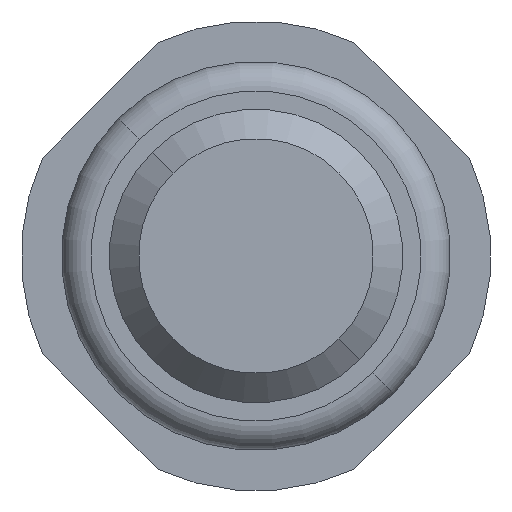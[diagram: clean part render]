
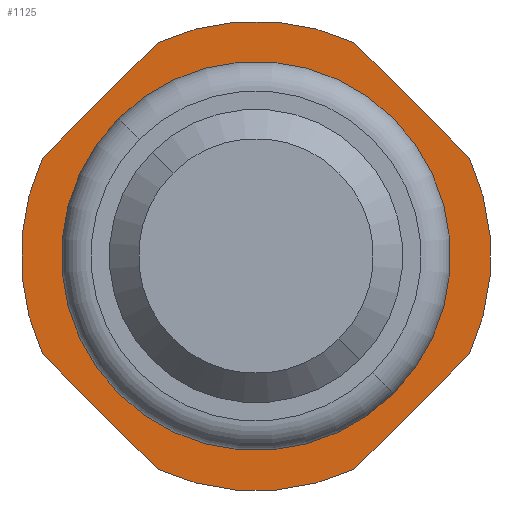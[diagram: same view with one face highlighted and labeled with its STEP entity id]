
A CAD part, front view. The second image highlights one B-rep face of the part: STEP entity #1125.
In plain terms, the highlighted planar face has unit normal (0, -1, 0).
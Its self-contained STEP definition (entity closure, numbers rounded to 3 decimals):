
#52 = ORIENTED_EDGE ( 'NONE', *, *, #2008, .T. ) ;
#156 = ORIENTED_EDGE ( 'NONE', *, *, #3381, .F. ) ;
#175 = CARTESIAN_POINT ( 'NONE',  ( 0.667, -2., 1.454 ) ) ;
#202 = CARTESIAN_POINT ( 'NONE',  ( 1.454, -2., -0.667 ) ) ;
#239 = DIRECTION ( 'NONE',  ( 0., 1., 0. ) ) ;
#241 = LINE ( 'NONE', #2343, #527 ) ;
#288 = ORIENTED_EDGE ( 'NONE', *, *, #3269, .F. ) ;
#355 = VERTEX_POINT ( 'NONE', #2570 ) ;
#443 = EDGE_CURVE ( 'Defeature ausgef�hrt3_47+Defeature ausgef�hrt3_49+Defeature ausgef�hrt3_49+Defeature ausgef�hrt3_49', #1441, #3544, #2195, .T. ) ;
#503 = VERTEX_POINT ( 'NONE', #1032 ) ;
#527 = VECTOR ( 'NONE', #5292, 1000. ) ;
#594 = CIRCLE ( 'NONE', #1278, 1.6 ) ;
#631 = ORIENTED_EDGE ( 'NONE', *, *, #443, .T. ) ;
#734 = CIRCLE ( 'NONE', #3523, 1.6 ) ;
#869 = LINE ( 'NONE', #3589, #5270 ) ;
#884 = ORIENTED_EDGE ( 'NONE', *, *, #4782, .F. ) ;
#940 = VERTEX_POINT ( 'NONE', #3915 ) ;
#1032 = CARTESIAN_POINT ( 'NONE',  ( -0.667, -2., -1.454 ) ) ;
#1090 = ORIENTED_EDGE ( 'NONE', *, *, #4055, .F. ) ;
#1125 = ADVANCED_FACE ( 'Defeature ausgef�hrt3_47', ( #3560, #5545 ), #3926, .F. ) ;
#1191 = VERTEX_POINT ( 'NONE', #175 ) ;
#1200 = VECTOR ( 'NONE', #3060, 1000. ) ;
#1230 = EDGE_LOOP ( 'NONE', ( #1090, #884, #5517, #288, #3115, #2328, #1817, #156 ) ) ;
#1271 = CARTESIAN_POINT ( 'NONE',  ( 0., -2., 0. ) ) ;
#1274 = CARTESIAN_POINT ( 'NONE',  ( 0.071, -2., 2.192 ) ) ;
#1278 = AXIS2_PLACEMENT_3D ( 'NONE', #4064, #1520, #4898 ) ;
#1322 = DIRECTION ( 'NONE',  ( 0., 1., 0. ) ) ;
#1384 = CARTESIAN_POINT ( 'NONE',  ( 1.131, -2., 1.131 ) ) ;
#1399 = DIRECTION ( 'NONE',  ( 0., 1., 0. ) ) ;
#1441 = VERTEX_POINT ( 'NONE', #4140 ) ;
#1496 = EDGE_CURVE ( 'Defeature ausgef�hrt3_53+Defeature ausgef�hrt3_47+Defeature ausgef�hrt3_45+Defeature ausgef�hrt3_44', #5532, #940, #3626, .T. ) ;
#1520 = DIRECTION ( 'NONE',  ( 0., 1., 0. ) ) ;
#1559 = DIRECTION ( 'NONE',  ( -0.707, 0., 0.707 ) ) ;
#1591 = DIRECTION ( 'NONE',  ( 0., 1., 0. ) ) ;
#1607 = EDGE_CURVE ( 'Defeature ausgef�hrt3_52+Defeature ausgef�hrt3_47+Defeature ausgef�hrt3_46+Defeature ausgef�hrt3_45', #503, #355, #241, .T. ) ;
#1817 = ORIENTED_EDGE ( 'NONE', *, *, #2786, .F. ) ;
#1918 = DIRECTION ( 'NONE',  ( 0.707, 0., -0.707 ) ) ;
#2008 = EDGE_CURVE ( 'Defeature ausgef�hrt3_47+Defeature ausgef�hrt3_49+Defeature ausgef�hrt3_49+Defeature ausgef�hrt3_49', #3544, #1441, #5209, .T. ) ;
#2054 = DIRECTION ( 'NONE',  ( -0.707, 0., 0.707 ) ) ;
#2195 = CIRCLE ( 'NONE', #4712, 1.325 ) ;
#2216 = CARTESIAN_POINT ( 'NONE',  ( 2.192, -2., 0.071 ) ) ;
#2230 = CARTESIAN_POINT ( 'NONE',  ( 0., -2., 0. ) ) ;
#2328 = ORIENTED_EDGE ( 'NONE', *, *, #5415, .F. ) ;
#2343 = CARTESIAN_POINT ( 'NONE',  ( -1.061, -2., -1.061 ) ) ;
#2570 = CARTESIAN_POINT ( 'NONE',  ( -1.454, -2., -0.667 ) ) ;
#2585 = CARTESIAN_POINT ( 'NONE',  ( 0., -2., 0. ) ) ;
#2786 = EDGE_CURVE ( 'Defeature ausgef�hrt3_51+Defeature ausgef�hrt3_47+Defeature ausgef�hrt3_43+Defeature ausgef�hrt3_46', #3427, #3892, #3447, .T. ) ;
#2908 = CARTESIAN_POINT ( 'NONE',  ( -0.937, -2., 0.937 ) ) ;
#2922 = DIRECTION ( 'NONE',  ( 0., 1., 0. ) ) ;
#3060 = DIRECTION ( 'NONE',  ( -0.707, 0., -0.707 ) ) ;
#3115 = ORIENTED_EDGE ( 'NONE', *, *, #1607, .F. ) ;
#3269 = EDGE_CURVE ( 'Defeature ausgef�hrt3_45+Defeature ausgef�hrt3_47+Defeature ausgef�hrt3_52+Defeature ausgef�hrt3_53', #355, #5532, #4324, .T. ) ;
#3381 = EDGE_CURVE ( 'Defeature ausgef�hrt3_43+Defeature ausgef�hrt3_47+Defeature ausgef�hrt3_54+Defeature ausgef�hrt3_51', #4874, #3427, #734, .T. ) ;
#3427 = VERTEX_POINT ( 'NONE', #202 ) ;
#3447 = LINE ( 'NONE', #2216, #1200 ) ;
#3487 = CARTESIAN_POINT ( 'NONE',  ( -1.454, -2., 0.667 ) ) ;
#3523 = AXIS2_PLACEMENT_3D ( 'NONE', #4471, #239, #1559 ) ;
#3544 = VERTEX_POINT ( 'NONE', #2908 ) ;
#3560 = FACE_BOUND ( 'NONE', #5397, .T. ) ;
#3589 = CARTESIAN_POINT ( 'NONE',  ( 1.061, -2., 1.061 ) ) ;
#3616 = AXIS2_PLACEMENT_3D ( 'NONE', #1384, #3909, #4374 ) ;
#3626 = LINE ( 'NONE', #1274, #5400 ) ;
#3709 = AXIS2_PLACEMENT_3D ( 'NONE', #4141, #1591, #4609 ) ;
#3892 = VERTEX_POINT ( 'NONE', #4469 ) ;
#3909 = DIRECTION ( 'NONE',  ( 0., 1., 0. ) ) ;
#3915 = CARTESIAN_POINT ( 'NONE',  ( -0.667, -2., 1.454 ) ) ;
#3926 = PLANE ( 'NONE',  #3616 ) ;
#4049 = CIRCLE ( 'NONE', #3709, 1.6 ) ;
#4055 = EDGE_CURVE ( 'Defeature ausgef�hrt3_54+Defeature ausgef�hrt3_47+Defeature ausgef�hrt3_44+Defeature ausgef�hrt3_43', #1191, #4874, #869, .T. ) ;
#4064 = CARTESIAN_POINT ( 'NONE',  ( 0., -2., 0. ) ) ;
#4140 = CARTESIAN_POINT ( 'NONE',  ( 0.937, -2., -0.937 ) ) ;
#4141 = CARTESIAN_POINT ( 'NONE',  ( 0., -2., 0. ) ) ;
#4303 = DIRECTION ( 'NONE',  ( -0.707, 0., 0.707 ) ) ;
#4324 = CIRCLE ( 'NONE', #4857, 1.6 ) ;
#4374 = DIRECTION ( 'NONE',  ( -0.707, 0., 0.707 ) ) ;
#4390 = AXIS2_PLACEMENT_3D ( 'NONE', #1271, #2922, #2054 ) ;
#4469 = CARTESIAN_POINT ( 'NONE',  ( 0.667, -2., -1.454 ) ) ;
#4471 = CARTESIAN_POINT ( 'NONE',  ( 0., -2., 0. ) ) ;
#4537 = CARTESIAN_POINT ( 'NONE',  ( 1.454, -2., 0.667 ) ) ;
#4609 = DIRECTION ( 'NONE',  ( -0.707, 0., 0.707 ) ) ;
#4712 = AXIS2_PLACEMENT_3D ( 'NONE', #2230, #1399, #5278 ) ;
#4782 = EDGE_CURVE ( 'Defeature ausgef�hrt3_44+Defeature ausgef�hrt3_47+Defeature ausgef�hrt3_53+Defeature ausgef�hrt3_54', #940, #1191, #594, .T. ) ;
#4857 = AXIS2_PLACEMENT_3D ( 'NONE', #2585, #1322, #4303 ) ;
#4874 = VERTEX_POINT ( 'NONE', #4537 ) ;
#4898 = DIRECTION ( 'NONE',  ( -0.707, 0., 0.707 ) ) ;
#5178 = DIRECTION ( 'NONE',  ( 0.707, 0., 0.707 ) ) ;
#5209 = CIRCLE ( 'NONE', #4390, 1.325 ) ;
#5270 = VECTOR ( 'NONE', #1918, 1000. ) ;
#5278 = DIRECTION ( 'NONE',  ( -0.707, 0., 0.707 ) ) ;
#5292 = DIRECTION ( 'NONE',  ( -0.707, 0., 0.707 ) ) ;
#5397 = EDGE_LOOP ( 'NONE', ( #52, #631 ) ) ;
#5400 = VECTOR ( 'NONE', #5178, 1000. ) ;
#5415 = EDGE_CURVE ( 'Defeature ausgef�hrt3_46+Defeature ausgef�hrt3_47+Defeature ausgef�hrt3_51+Defeature ausgef�hrt3_52', #3892, #503, #4049, .T. ) ;
#5517 = ORIENTED_EDGE ( 'NONE', *, *, #1496, .F. ) ;
#5532 = VERTEX_POINT ( 'NONE', #3487 ) ;
#5545 = FACE_OUTER_BOUND ( 'NONE', #1230, .T. ) ;
